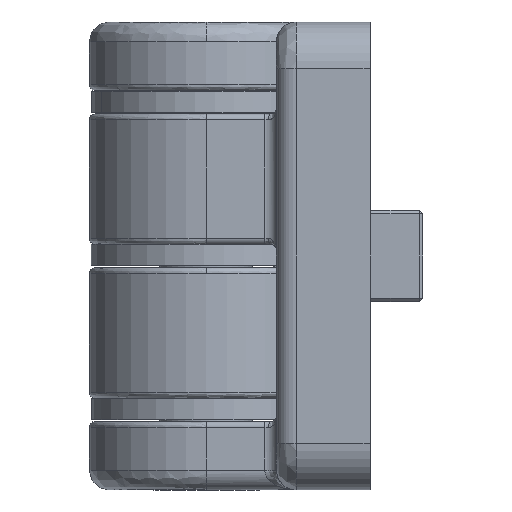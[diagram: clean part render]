
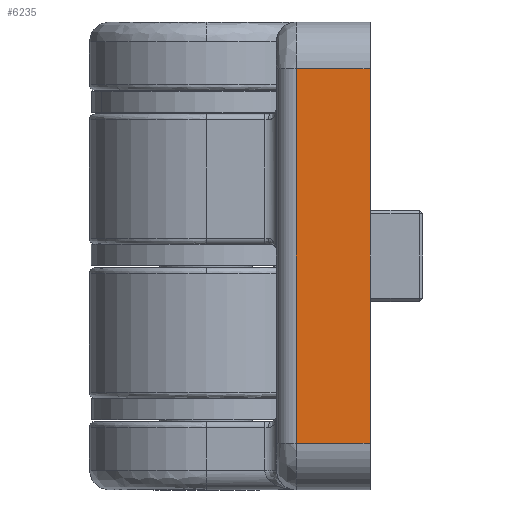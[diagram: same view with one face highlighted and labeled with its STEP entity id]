
A CAD part, left-side view. The second image highlights one B-rep face of the part: STEP entity #6235.
In plain terms, the highlighted planar face has unit normal (-1, 0, 0).
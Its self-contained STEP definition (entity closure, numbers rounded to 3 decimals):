
#132 = ORIENTED_EDGE ( 'NONE', *, *, #314, .F. ) ;
#285 = EDGE_CURVE ( 'NONE', #2130, #4604, #4390, .T. ) ;
#314 = EDGE_CURVE ( 'NONE', #6312, #1416, #5832, .T. ) ;
#328 = EDGE_CURVE ( 'NONE', #2130, #6312, #4277, .T. ) ;
#455 = CARTESIAN_POINT ( 'NONE',  ( -40., -14., -36. ) ) ;
#676 = AXIS2_PLACEMENT_3D ( 'NONE', #3854, #3841, #3832 ) ;
#706 = VECTOR ( 'NONE', #3792, 1000. ) ;
#759 = EDGE_CURVE ( 'NONE', #1416, #4604, #2910, .T. ) ;
#1362 = CARTESIAN_POINT ( 'NONE',  ( -40., -7.69, -4. ) ) ;
#1416 = VERTEX_POINT ( 'NONE', #455 ) ;
#1910 = DIRECTION ( 'NONE',  ( 0., 0., -1. ) ) ;
#2130 = VERTEX_POINT ( 'NONE', #1362 ) ;
#2910 = LINE ( 'NONE', #3869, #706 ) ;
#3621 = EDGE_LOOP ( 'NONE', ( #6270, #132, #6165, #5313 ) ) ;
#3757 = CARTESIAN_POINT ( 'NONE',  ( -40., -14., -4. ) ) ;
#3792 = DIRECTION ( 'NONE',  ( 0., 1., 0. ) ) ;
#3832 = DIRECTION ( 'NONE',  ( 0., 0., 1. ) ) ;
#3841 = DIRECTION ( 'NONE',  ( -1., 0., 0. ) ) ;
#3854 = CARTESIAN_POINT ( 'NONE',  ( -40., -6., -40. ) ) ;
#3869 = CARTESIAN_POINT ( 'NONE',  ( -40., -6., -36. ) ) ;
#3963 = VECTOR ( 'NONE', #5783, 1000. ) ;
#4094 = PLANE ( 'NONE',  #676 ) ;
#4260 = VECTOR ( 'NONE', #6204, 1000. ) ;
#4277 = LINE ( 'NONE', #5798, #3963 ) ;
#4368 = VECTOR ( 'NONE', #1910, 1000. ) ;
#4390 = LINE ( 'NONE', #6555, #4368 ) ;
#4604 = VERTEX_POINT ( 'NONE', #4637 ) ;
#4637 = CARTESIAN_POINT ( 'NONE',  ( -40., -7.69, -36. ) ) ;
#5313 = ORIENTED_EDGE ( 'NONE', *, *, #285, .T. ) ;
#5452 = FACE_OUTER_BOUND ( 'NONE', #3621, .T. ) ;
#5783 = DIRECTION ( 'NONE',  ( 0., -1., 0. ) ) ;
#5796 = CARTESIAN_POINT ( 'NONE',  ( -40., -14., -40. ) ) ;
#5798 = CARTESIAN_POINT ( 'NONE',  ( -40., 0., -4. ) ) ;
#5832 = LINE ( 'NONE', #5796, #4260 ) ;
#6165 = ORIENTED_EDGE ( 'NONE', *, *, #328, .F. ) ;
#6204 = DIRECTION ( 'NONE',  ( 0., 0., -1. ) ) ;
#6235 = ADVANCED_FACE ( 'NONE', ( #5452 ), #4094, .T. ) ;
#6270 = ORIENTED_EDGE ( 'NONE', *, *, #759, .F. ) ;
#6312 = VERTEX_POINT ( 'NONE', #3757 ) ;
#6555 = CARTESIAN_POINT ( 'NONE',  ( -40., -7.69, -40. ) ) ;
